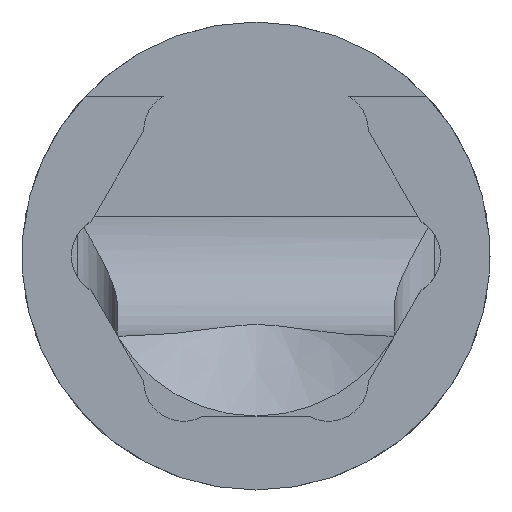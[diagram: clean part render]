
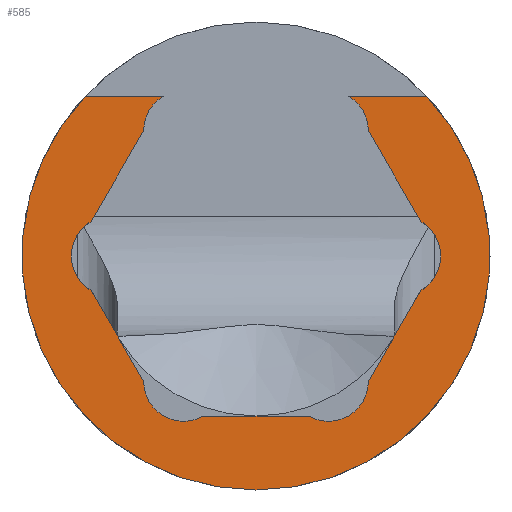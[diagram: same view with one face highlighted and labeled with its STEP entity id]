
A CAD part, left-side view. The second image highlights one B-rep face of the part: STEP entity #585.
In plain terms, the highlighted planar face has unit normal (-1, 0, 0).
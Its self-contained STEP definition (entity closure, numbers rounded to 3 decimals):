
#15 = CARTESIAN_POINT ( 'NONE',  ( 0., -3.619, 0. ) ) ;
#50 = ORIENTED_EDGE ( 'NONE', *, *, #419, .F. ) ;
#53 = CIRCLE ( 'NONE', #456, 1. ) ;
#89 = EDGE_CURVE ( 'NONE', #749, #1154, #407, .T. ) ;
#94 = ORIENTED_EDGE ( 'NONE', *, *, #89, .F. ) ;
#107 = VECTOR ( 'NONE', #1415, 1000. ) ;
#108 = ORIENTED_EDGE ( 'NONE', *, *, #376, .F. ) ;
#119 = AXIS2_PLACEMENT_3D ( 'NONE', #513, #401, #1080 ) ;
#168 = EDGE_CURVE ( 'NONE', #693, #1198, #378, .T. ) ;
#173 = EDGE_CURVE ( 'NONE', #700, #340, #646, .T. ) ;
#175 = ORIENTED_EDGE ( 'NONE', *, *, #168, .F. ) ;
#177 = CARTESIAN_POINT ( 'NONE',  ( 0., 0., -5.85 ) ) ;
#179 = CARTESIAN_POINT ( 'NONE',  ( 0., 1.809, 3.134 ) ) ;
#195 = DIRECTION ( 'NONE',  ( -1., 0., 0. ) ) ;
#216 = AXIS2_PLACEMENT_3D ( 'NONE', #707, #826, #945 ) ;
#225 = EDGE_CURVE ( 'NONE', #478, #245, #252, .T. ) ;
#235 = CARTESIAN_POINT ( 'NONE',  ( 0., -2.309, 4. ) ) ;
#245 = VERTEX_POINT ( 'NONE', #1309 ) ;
#252 = LINE ( 'NONE', #1092, #1326 ) ;
#268 = VECTOR ( 'NONE', #1121, 1000. ) ;
#284 = LINE ( 'NONE', #629, #1398 ) ;
#285 = AXIS2_PLACEMENT_3D ( 'NONE', #179, #848, #965 ) ;
#307 = DIRECTION ( 'NONE',  ( 0., 1., 0. ) ) ;
#312 = AXIS2_PLACEMENT_3D ( 'NONE', #677, #1342, #562 ) ;
#323 = ORIENTED_EDGE ( 'NONE', *, *, #518, .F. ) ;
#340 = VERTEX_POINT ( 'NONE', #1218 ) ;
#348 = CARTESIAN_POINT ( 'NONE',  ( 0., 0., -4. ) ) ;
#353 = VECTOR ( 'NONE', #1236, 1000. ) ;
#376 = EDGE_CURVE ( 'NONE', #1288, #565, #1381, .T. ) ;
#378 = CIRCLE ( 'NONE', #748, 1. ) ;
#401 = DIRECTION ( 'NONE',  ( 1., 0., 0. ) ) ;
#407 = CIRCLE ( 'NONE', #216, 1. ) ;
#408 = CARTESIAN_POINT ( 'NONE',  ( 0., -4.119, -0.866 ) ) ;
#419 = EDGE_CURVE ( 'NONE', #791, #543, #798, .T. ) ;
#425 = ORIENTED_EDGE ( 'NONE', *, *, #988, .F. ) ;
#439 = DIRECTION ( 'NONE',  ( 0., 0., 1. ) ) ;
#445 = CARTESIAN_POINT ( 'NONE',  ( 0., -3.464, -2. ) ) ;
#456 = AXIS2_PLACEMENT_3D ( 'NONE', #557, #1225, #439 ) ;
#477 = VERTEX_POINT ( 'NONE', #958 ) ;
#478 = VERTEX_POINT ( 'NONE', #727 ) ;
#501 = LINE ( 'NONE', #348, #1006 ) ;
#510 = DIRECTION ( 'NONE',  ( 0., 0.5, -0.866 ) ) ;
#513 = CARTESIAN_POINT ( 'NONE',  ( 0., 0., 0. ) ) ;
#518 = EDGE_CURVE ( 'NONE', #477, #749, #1203, .T. ) ;
#543 = VERTEX_POINT ( 'NONE', #1085 ) ;
#557 = CARTESIAN_POINT ( 'NONE',  ( 0., -1.809, -3.134 ) ) ;
#562 = DIRECTION ( 'NONE',  ( 0., 0., 1. ) ) ;
#563 = ORIENTED_EDGE ( 'NONE', *, *, #1155, .F. ) ;
#565 = VERTEX_POINT ( 'NONE', #408 ) ;
#568 = CARTESIAN_POINT ( 'NONE',  ( 0., -1.309, -4. ) ) ;
#579 = ORIENTED_EDGE ( 'NONE', *, *, #225, .T. ) ;
#585 = ADVANCED_FACE ( 'NONE', ( #1172 ), #1184, .F. ) ;
#586 = AXIS2_PLACEMENT_3D ( 'NONE', #602, #1376, #715 ) ;
#602 = CARTESIAN_POINT ( 'NONE',  ( 0., 1.809, -3.134 ) ) ;
#608 = ORIENTED_EDGE ( 'NONE', *, *, #612, .F. ) ;
#612 = EDGE_CURVE ( 'NONE', #1079, #693, #284, .T. ) ;
#616 = EDGE_CURVE ( 'NONE', #340, #1154, #931, .T. ) ;
#617 = AXIS2_PLACEMENT_3D ( 'NONE', #15, #661, #1325 ) ;
#629 = CARTESIAN_POINT ( 'NONE',  ( 0., 3.464, 2. ) ) ;
#638 = DIRECTION ( 'NONE',  ( -1., 0., 0. ) ) ;
#646 = CIRCLE ( 'NONE', #827, 5.85 ) ;
#648 = LINE ( 'NONE', #874, #353 ) ;
#661 = DIRECTION ( 'NONE',  ( -1., 0., 0. ) ) ;
#677 = CARTESIAN_POINT ( 'NONE',  ( 0., 0., 0. ) ) ;
#693 = VERTEX_POINT ( 'NONE', #1168 ) ;
#700 = VERTEX_POINT ( 'NONE', #177 ) ;
#707 = CARTESIAN_POINT ( 'NONE',  ( 0., -1.809, 3.134 ) ) ;
#715 = DIRECTION ( 'NONE',  ( 0., 0., 1. ) ) ;
#727 = CARTESIAN_POINT ( 'NONE',  ( 0., 2.309, 4. ) ) ;
#744 = CARTESIAN_POINT ( 'NONE',  ( 0., 0., 4. ) ) ;
#748 = AXIS2_PLACEMENT_3D ( 'NONE', #1292, #638, #1408 ) ;
#749 = VERTEX_POINT ( 'NONE', #955 ) ;
#763 = CARTESIAN_POINT ( 'NONE',  ( 0., -3.464, 2. ) ) ;
#766 = ORIENTED_EDGE ( 'NONE', *, *, #1147, .F. ) ;
#791 = VERTEX_POINT ( 'NONE', #1253 ) ;
#798 = CIRCLE ( 'NONE', #586, 1. ) ;
#803 = ORIENTED_EDGE ( 'NONE', *, *, #1417, .F. ) ;
#808 = DIRECTION ( 'NONE',  ( 0., -1., 0. ) ) ;
#818 = VECTOR ( 'NONE', #1181, 1000. ) ;
#826 = DIRECTION ( 'NONE',  ( -1., 0., 0. ) ) ;
#827 = AXIS2_PLACEMENT_3D ( 'NONE', #872, #195, #981 ) ;
#848 = DIRECTION ( 'NONE',  ( -1., 0., 0. ) ) ;
#867 = EDGE_CURVE ( 'NONE', #245, #700, #871, .T. ) ;
#871 = CIRCLE ( 'NONE', #312, 5.85 ) ;
#872 = CARTESIAN_POINT ( 'NONE',  ( 0., 0., 0. ) ) ;
#874 = CARTESIAN_POINT ( 'NONE',  ( 0., 3.464, -2. ) ) ;
#923 = EDGE_CURVE ( 'NONE', #1158, #1288, #53, .T. ) ;
#931 = LINE ( 'NONE', #744, #818 ) ;
#945 = DIRECTION ( 'NONE',  ( 0., 0., 1. ) ) ;
#953 = ORIENTED_EDGE ( 'NONE', *, *, #923, .F. ) ;
#955 = CARTESIAN_POINT ( 'NONE',  ( 0., -2.809, 3.134 ) ) ;
#958 = CARTESIAN_POINT ( 'NONE',  ( 0., -4.119, 0.866 ) ) ;
#965 = DIRECTION ( 'NONE',  ( 0., 0., 1. ) ) ;
#981 = DIRECTION ( 'NONE',  ( 0., 0., 1. ) ) ;
#988 = EDGE_CURVE ( 'NONE', #565, #477, #1054, .T. ) ;
#1006 = VECTOR ( 'NONE', #808, 1000. ) ;
#1054 = CIRCLE ( 'NONE', #617, 1. ) ;
#1079 = VERTEX_POINT ( 'NONE', #1418 ) ;
#1080 = DIRECTION ( 'NONE',  ( 0., 0., -1. ) ) ;
#1085 = CARTESIAN_POINT ( 'NONE',  ( 0., 1.309, -4. ) ) ;
#1092 = CARTESIAN_POINT ( 'NONE',  ( 0., 0., 4. ) ) ;
#1121 = DIRECTION ( 'NONE',  ( 0., -0.5, 0.866 ) ) ;
#1136 = CARTESIAN_POINT ( 'NONE',  ( 0., 4.119, -0.866 ) ) ;
#1147 = EDGE_CURVE ( 'NONE', #478, #1079, #1239, .T. ) ;
#1154 = VERTEX_POINT ( 'NONE', #235 ) ;
#1155 = EDGE_CURVE ( 'NONE', #1198, #791, #648, .T. ) ;
#1158 = VERTEX_POINT ( 'NONE', #568 ) ;
#1168 = CARTESIAN_POINT ( 'NONE',  ( 0., 4.119, 0.866 ) ) ;
#1172 = FACE_OUTER_BOUND ( 'NONE', #1344, .T. ) ;
#1181 = DIRECTION ( 'NONE',  ( 0., 1., 0. ) ) ;
#1184 = PLANE ( 'NONE',  #119 ) ;
#1198 = VERTEX_POINT ( 'NONE', #1136 ) ;
#1203 = LINE ( 'NONE', #763, #107 ) ;
#1206 = ORIENTED_EDGE ( 'NONE', *, *, #867, .T. ) ;
#1218 = CARTESIAN_POINT ( 'NONE',  ( 0., -4.269, 4. ) ) ;
#1225 = DIRECTION ( 'NONE',  ( -1., 0., 0. ) ) ;
#1228 = CARTESIAN_POINT ( 'NONE',  ( 0., -2.809, -3.134 ) ) ;
#1236 = DIRECTION ( 'NONE',  ( 0., -0.5, -0.866 ) ) ;
#1239 = CIRCLE ( 'NONE', #285, 1. ) ;
#1253 = CARTESIAN_POINT ( 'NONE',  ( 0., 2.809, -3.134 ) ) ;
#1288 = VERTEX_POINT ( 'NONE', #1228 ) ;
#1292 = CARTESIAN_POINT ( 'NONE',  ( 0., 3.619, 0. ) ) ;
#1298 = ORIENTED_EDGE ( 'NONE', *, *, #616, .T. ) ;
#1309 = CARTESIAN_POINT ( 'NONE',  ( 0., 4.269, 4. ) ) ;
#1325 = DIRECTION ( 'NONE',  ( 0., 0., 1. ) ) ;
#1326 = VECTOR ( 'NONE', #307, 1000. ) ;
#1342 = DIRECTION ( 'NONE',  ( -1., 0., 0. ) ) ;
#1344 = EDGE_LOOP ( 'NONE', ( #1298, #94, #323, #425, #108, #953, #803, #50, #563, #175, #608, #766, #579, #1206, #1407 ) ) ;
#1376 = DIRECTION ( 'NONE',  ( -1., 0., 0. ) ) ;
#1381 = LINE ( 'NONE', #445, #268 ) ;
#1398 = VECTOR ( 'NONE', #510, 1000. ) ;
#1407 = ORIENTED_EDGE ( 'NONE', *, *, #173, .T. ) ;
#1408 = DIRECTION ( 'NONE',  ( 0., 0., 1. ) ) ;
#1415 = DIRECTION ( 'NONE',  ( 0., 0.5, 0.866 ) ) ;
#1417 = EDGE_CURVE ( 'NONE', #543, #1158, #501, .T. ) ;
#1418 = CARTESIAN_POINT ( 'NONE',  ( 0., 2.809, 3.134 ) ) ;
